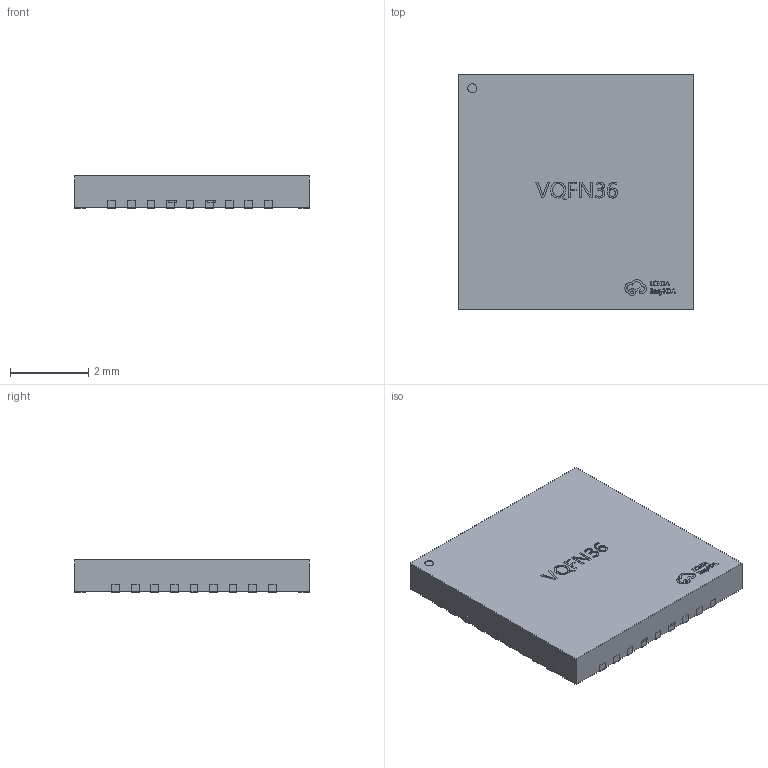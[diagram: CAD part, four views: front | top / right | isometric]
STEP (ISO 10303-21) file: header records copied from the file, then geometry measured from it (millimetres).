
FILE_DESCRIPTION (( 'STEP AP214' ), '1' );
FILE_NAME ('VQFN-36_L6.0-W6.0-H0.8-P0.50.step', '2022-07-15T04:14:05', ( '' ), ( '' ), 'SwSTEP 2.0', 'SolidWorks 2020', '' );
FILE_SCHEMA (( 'AUTOMOTIVE_DESIGN' ));
Length unit declared in the file: millimetre
Products named in the file (1): VQFN-36_L6.0-W6.0-H0.8-P0.50
Bounding box: 6.02 x 6.02 x 0.82 mm (x, y, z)
Volume: 29.2 mm3; surface area: 102.2 mm2
Topology: 50 solids, 50 shells, 614 faces, 1488 edges, 992 vertices
Faces by surface type: plane 424, bspline 152, cylinder 38
Entity records: 28209 total; most frequent: CARTESIAN_POINT 7495, ORIENTED_EDGE 2976, DIRECTION 2182, EDGE_CURVE 1488, VECTOR 1104, LINE 1104, VERTEX_POINT 992, UNCERTAINTY_MEASURE_WITH_UNIT 666
